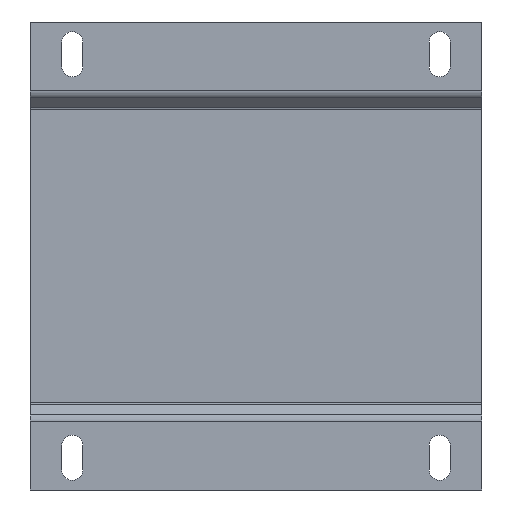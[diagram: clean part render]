
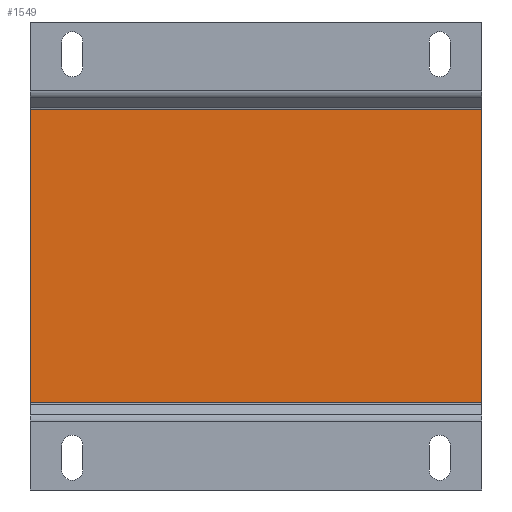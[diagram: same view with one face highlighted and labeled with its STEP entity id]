
A CAD part, front view. The second image highlights one B-rep face of the part: STEP entity #1549.
In plain terms, the highlighted planar face has unit normal (0, -1, 0).
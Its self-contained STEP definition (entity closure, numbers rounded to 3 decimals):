
#567 = VECTOR ( 'NONE', #2294, 1000. ) ;
#892 = LINE ( 'NONE', #1947, #3731 ) ;
#1030 = FACE_OUTER_BOUND ( 'NONE', #4362, .T. ) ;
#1035 = ORIENTED_EDGE ( 'NONE', *, *, #4784, .T. ) ;
#1519 = VERTEX_POINT ( 'NONE', #7388 ) ;
#1549 = ADVANCED_FACE ( 'Defeature ausgef�hrt1_95', ( #1030 ), #3624, .F. ) ;
#1622 = LINE ( 'NONE', #7864, #7299 ) ;
#1643 = DIRECTION ( 'NONE',  ( 0., 1., 0. ) ) ;
#1878 = LINE ( 'NONE', #7567, #567 ) ;
#1880 = EDGE_CURVE ( 'Defeature ausgef�hrt1_100+Defeature ausgef�hrt1_95+Defeature ausgef�hrt1_115+Defeature ausgef�hrt1_103', #1519, #2523, #1622, .T. ) ;
#1947 = CARTESIAN_POINT ( 'NONE',  ( -75., -64.5, -77.7 ) ) ;
#2294 = DIRECTION ( 'NONE',  ( -1., 0., 0. ) ) ;
#2493 = AXIS2_PLACEMENT_3D ( 'NONE', #6148, #1643, #2871 ) ;
#2498 = DIRECTION ( 'NONE',  ( 0., 0., -1. ) ) ;
#2523 = VERTEX_POINT ( 'NONE', #4031 ) ;
#2871 = DIRECTION ( 'NONE',  ( 0., 0., 1. ) ) ;
#3045 = ORIENTED_EDGE ( 'NONE', *, *, #7624, .F. ) ;
#3624 = PLANE ( 'NONE',  #2493 ) ;
#3731 = VECTOR ( 'NONE', #7064, 1000. ) ;
#4031 = CARTESIAN_POINT ( 'NONE',  ( 75., -64.5, -48.757 ) ) ;
#4362 = EDGE_LOOP ( 'NONE', ( #8019, #1035, #5638, #3045 ) ) ;
#4579 = VERTEX_POINT ( 'NONE', #6715 ) ;
#4725 = CARTESIAN_POINT ( 'NONE',  ( -75., -64.5, 48.757 ) ) ;
#4784 = EDGE_CURVE ( 'Defeature ausgef�hrt1_95+Defeature ausgef�hrt1_117+Defeature ausgef�hrt1_100+Defeature ausgef�hrt1_102', #1519, #6799, #1878, .T. ) ;
#5638 = ORIENTED_EDGE ( 'NONE', *, *, #7797, .F. ) ;
#5756 = VECTOR ( 'NONE', #6337, 1000. ) ;
#6148 = CARTESIAN_POINT ( 'NONE',  ( 0., -64.5, 0. ) ) ;
#6337 = DIRECTION ( 'NONE',  ( -1., 0., 0. ) ) ;
#6715 = CARTESIAN_POINT ( 'NONE',  ( -75., -64.5, -48.757 ) ) ;
#6799 = VERTEX_POINT ( 'NONE', #4725 ) ;
#7064 = DIRECTION ( 'NONE',  ( 0., 0., 1. ) ) ;
#7299 = VECTOR ( 'NONE', #2498, 1000. ) ;
#7388 = CARTESIAN_POINT ( 'NONE',  ( 75., -64.5, 48.757 ) ) ;
#7486 = LINE ( 'NONE', #7570, #5756 ) ;
#7567 = CARTESIAN_POINT ( 'NONE',  ( 0., -64.5, 48.757 ) ) ;
#7570 = CARTESIAN_POINT ( 'NONE',  ( 0., -64.5, -48.757 ) ) ;
#7624 = EDGE_CURVE ( 'Defeature ausgef�hrt1_105+Defeature ausgef�hrt1_95+Defeature ausgef�hrt1_103+Defeature ausgef�hrt1_104', #2523, #4579, #7486, .T. ) ;
#7797 = EDGE_CURVE ( 'Defeature ausgef�hrt1_102+Defeature ausgef�hrt1_95+Defeature ausgef�hrt1_104+Defeature ausgef�hrt1_116', #4579, #6799, #892, .T. ) ;
#7864 = CARTESIAN_POINT ( 'NONE',  ( 75., -64.5, -77.7 ) ) ;
#8019 = ORIENTED_EDGE ( 'NONE', *, *, #1880, .F. ) ;
